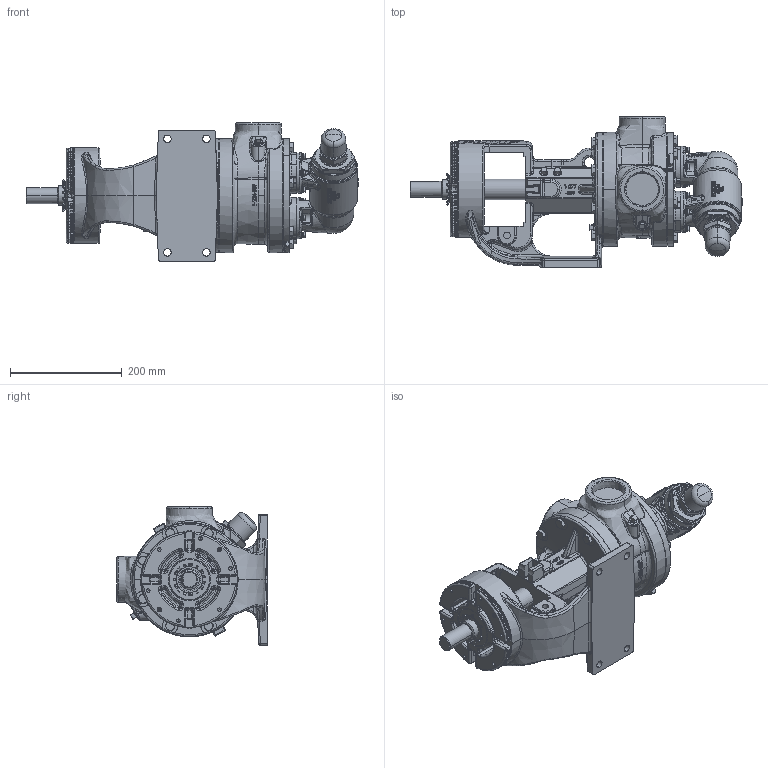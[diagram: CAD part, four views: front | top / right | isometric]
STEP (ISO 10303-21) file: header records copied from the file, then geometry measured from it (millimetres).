
FILE_DESCRIPTION (( 'STEP AP214' ), '1' );
FILE_NAME ('K124A.STEP', '2016-08-09T16:31:17', ( '' ), ( '' ), 'SwSTEP 2.0', 'SolidWorks 2015', '' );
FILE_SCHEMA (( 'AUTOMOTIVE_DESIGN' ));
Length unit declared in the file: inch
Products named in the file (2): K124A
Bounding box: 594.49 x 270.1 x 247.87 mm (x, y, z)
Volume: 8776356.3 mm3; surface area: 604166.3 mm2
Topology: 1 solids, 1 shells, 4484 faces, 11452 edges, 7064 vertices
Faces by surface type: plane 1535, bspline 1193, cone 755, cylinder 702, torus 196, sphere 103
Entity records: 362739 total; most frequent: CARTESIAN_POINT 224184, ORIENTED_EDGE 22706, DIRECTION 17101, EDGE_CURVE 11353, VERTEX_POINT 7060, AXIS2_PLACEMENT_3D 6716, EDGE_LOOP 4711, FACE_OUTER_BOUND 4484
